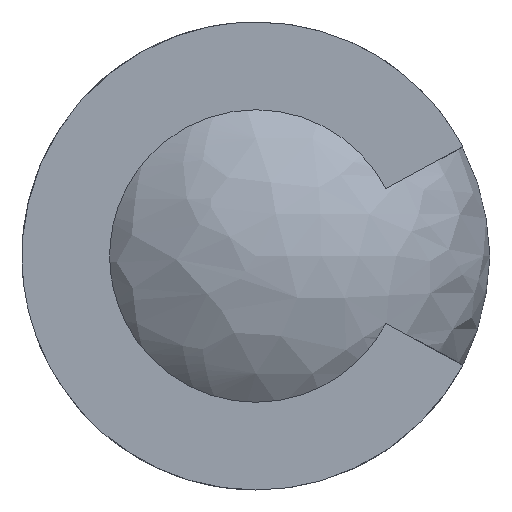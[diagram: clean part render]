
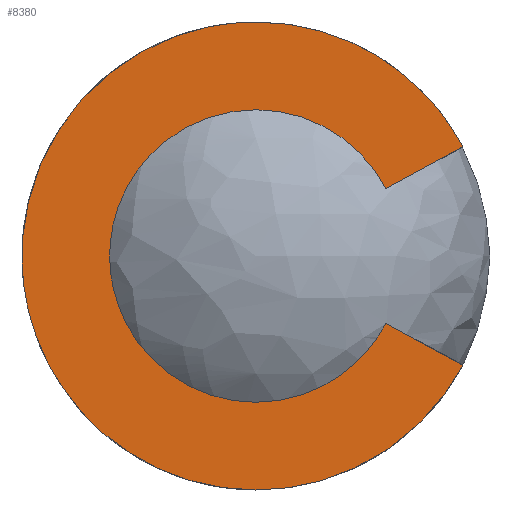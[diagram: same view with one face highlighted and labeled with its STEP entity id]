
A CAD part, left-side view. The second image highlights one B-rep face of the part: STEP entity #8380.
In plain terms, the highlighted free-form (B-spline) face has degree [1, 1] with [2, 2] control points.
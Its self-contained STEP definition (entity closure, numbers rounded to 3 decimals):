
#4550 = CARTESIAN_POINT ('', (0., -11.099, -5.75));
#4560 = VERTEX_POINT ('', #4550);
#4620 = CARTESIAN_POINT ('', (0., -17.691, -9.329));
#4630 = VERTEX_POINT ('', #4620);
#4640 = CARTESIAN_POINT ('', (0., -17.691, -9.329));
#4650 = CARTESIAN_POINT ('', (0., -15.494, -8.136));
#4660 = CARTESIAN_POINT ('', (0., -13.296, -6.943));
#4670 = CARTESIAN_POINT ('', (0., -11.099, -5.75));
#4680 = B_SPLINE_CURVE_WITH_KNOTS ('', 3, (#4640, #4650, #4660, #4670), .UNSPECIFIED., .F., .U., (4, 4), (0., 1.), .UNSPECIFIED.);
#4690 = EDGE_CURVE ('', #4630, #4560, #4680, .T.);
#6640 = CARTESIAN_POINT ('', (0., -17.691, 9.329));
#6650 = VERTEX_POINT ('', #6640);
#6660 = CARTESIAN_POINT ('', (0., -11.099, 5.75));
#6670 = VERTEX_POINT ('', #6660);
#6680 = CARTESIAN_POINT ('', (0., -17.691, 9.329));
#6690 = CARTESIAN_POINT ('', (0., -11.099, 5.75));
#6700 = B_SPLINE_CURVE_WITH_KNOTS ('', 1, (#6680, #6690), .UNSPECIFIED., .F., .U., (2, 2), (0., 1.), .UNSPECIFIED.);
#6710 = EDGE_CURVE ('', #6650, #6670, #6700, .T.);
#7480 = CARTESIAN_POINT ('', (0., 0., 12.5));
#7490 = VERTEX_POINT ('', #7480);
#7500 = CARTESIAN_POINT ('', (0., -11.099, 5.75));
#7510 = CARTESIAN_POINT ('', (0., -9.088, 9.632));
#7520 = CARTESIAN_POINT ('', (0., -5.194, 12.5));
#7530 = CARTESIAN_POINT ('', (0., 0., 12.5));
#7540 = (
   BOUNDED_CURVE ()
   B_SPLINE_CURVE (3, (#7500, #7510, #7520, #7530), .UNSPECIFIED., .F., .U.)
   B_SPLINE_CURVE_WITH_KNOTS ((4, 4), (0., 1.), .UNSPECIFIED.)
   CURVE ()
   GEOMETRIC_REPRESENTATION_ITEM ()
   RATIONAL_B_SPLINE_CURVE ((1., 0.784, 0.66, 0.627))
   REPRESENTATION_ITEM ('')
);
#7550 = EDGE_CURVE ('', #6670, #7490, #7540, .T.);
#7570 = CARTESIAN_POINT ('', (0., 0., -12.5));
#7580 = VERTEX_POINT ('', #7570);
#7590 = CARTESIAN_POINT ('', (0., 0., 12.5));
#7600 = CARTESIAN_POINT ('', (0., 8.013, 12.5));
#7610 = CARTESIAN_POINT ('', (0., 12.5, 6.604));
#7620 = CARTESIAN_POINT ('', (0., 12.5, 0.));
#7630 = CARTESIAN_POINT ('', (0., 12.5, -6.604));
#7640 = CARTESIAN_POINT ('', (0., 8.013, -12.5));
#7650 = CARTESIAN_POINT ('', (0., 0., -12.5));
#7660 = (
   BOUNDED_CURVE ()
   B_SPLINE_CURVE (3, (#7590, #7600, #7610, #7620, #7630, #7640, #7650), .UNSPECIFIED., .F., .U.)
   B_SPLINE_CURVE_WITH_KNOTS ((4, 3, 4), (0., 0.5, 1.), .UNSPECIFIED.)
   CURVE ()
   GEOMETRIC_REPRESENTATION_ITEM ()
   RATIONAL_B_SPLINE_CURVE ((0.627, 0.582, 0.707, 1., 0.707, 0.582, 0.627))
   REPRESENTATION_ITEM ('')
);
#7670 = EDGE_CURVE ('', #7490, #7580, #7660, .T.);
#7690 = CARTESIAN_POINT ('', (0., 0., -12.5));
#7700 = CARTESIAN_POINT ('', (0., -5.194, -12.5));
#7710 = CARTESIAN_POINT ('', (0., -9.088, -9.632));
#7720 = CARTESIAN_POINT ('', (0., -11.099, -5.75));
#7730 = (
   BOUNDED_CURVE ()
   B_SPLINE_CURVE (3, (#7690, #7700, #7710, #7720), .UNSPECIFIED., .F., .U.)
   B_SPLINE_CURVE_WITH_KNOTS ((4, 4), (0., 1.), .UNSPECIFIED.)
   CURVE ()
   GEOMETRIC_REPRESENTATION_ITEM ()
   RATIONAL_B_SPLINE_CURVE ((0.627, 0.66, 0.784, 1.))
   REPRESENTATION_ITEM ('')
);
#7740 = EDGE_CURVE ('', #7580, #4560, #7730, .T.);
#7980 = ORIENTED_EDGE ('', *, *, #7670, .F.);
#7990 = ORIENTED_EDGE ('', *, *, #7550, .F.);
#8000 = ORIENTED_EDGE ('', *, *, #6710, .F.);
#8010 = CARTESIAN_POINT ('', (0., 0., 20.));
#8020 = VERTEX_POINT ('', #8010);
#8030 = CARTESIAN_POINT ('', (0., 0., 20.));
#8040 = CARTESIAN_POINT ('', (0., -8.245, 20.));
#8050 = CARTESIAN_POINT ('', (0., -14.45, 15.476));
#8060 = CARTESIAN_POINT ('', (0., -17.691, 9.329));
#8070 = (
   BOUNDED_CURVE ()
   B_SPLINE_CURVE (3, (#8030, #8040, #8050, #8060), .UNSPECIFIED., .F., .U.)
   B_SPLINE_CURVE_WITH_KNOTS ((4, 4), (0., 1.), .UNSPECIFIED.)
   CURVE ()
   GEOMETRIC_REPRESENTATION_ITEM ()
   RATIONAL_B_SPLINE_CURVE ((0.629, 0.663, 0.786, 1.))
   REPRESENTATION_ITEM ('')
);
#8080 = EDGE_CURVE ('', #8020, #6650, #8070, .T.);
#8090 = ORIENTED_EDGE ('', *, *, #8080, .F.);
#8100 = CARTESIAN_POINT ('', (0., 0., -20.));
#8110 = VERTEX_POINT ('', #8100);
#8120 = CARTESIAN_POINT ('', (0., 0., -20.));
#8130 = CARTESIAN_POINT ('', (0., 12.813, -20.));
#8140 = CARTESIAN_POINT ('', (0., 20., -10.575));
#8150 = CARTESIAN_POINT ('', (0., 20., 0.));
#8160 = CARTESIAN_POINT ('', (0., 20., 10.575));
#8170 = CARTESIAN_POINT ('', (0., 12.813, 20.));
#8180 = CARTESIAN_POINT ('', (0., 0., 20.));
#8190 = (
   BOUNDED_CURVE ()
   B_SPLINE_CURVE (3, (#8120, #8130, #8140, #8150, #8160, #8170, #8180), .UNSPECIFIED., .F., .U.)
   B_SPLINE_CURVE_WITH_KNOTS ((4, 3, 4), (0., 0.5, 1.), .UNSPECIFIED.)
   CURVE ()
   GEOMETRIC_REPRESENTATION_ITEM ()
   RATIONAL_B_SPLINE_CURVE ((0.629, 0.584, 0.707, 1., 0.707, 0.584, 0.629))
   REPRESENTATION_ITEM ('')
);
#8200 = EDGE_CURVE ('', #8110, #8020, #8190, .T.);
#8210 = ORIENTED_EDGE ('', *, *, #8200, .F.);
#8220 = CARTESIAN_POINT ('', (0., -17.691, -9.329));
#8230 = CARTESIAN_POINT ('', (0., -14.45, -15.476));
#8240 = CARTESIAN_POINT ('', (0., -8.245, -20.));
#8250 = CARTESIAN_POINT ('', (0., 0., -20.));
#8260 = (
   BOUNDED_CURVE ()
   B_SPLINE_CURVE (3, (#8220, #8230, #8240, #8250), .UNSPECIFIED., .F., .U.)
   B_SPLINE_CURVE_WITH_KNOTS ((4, 4), (0., 1.), .UNSPECIFIED.)
   CURVE ()
   GEOMETRIC_REPRESENTATION_ITEM ()
   RATIONAL_B_SPLINE_CURVE ((1., 0.786, 0.663, 0.629))
   REPRESENTATION_ITEM ('')
);
#8270 = EDGE_CURVE ('', #4630, #8110, #8260, .T.);
#8280 = ORIENTED_EDGE ('', *, *, #8270, .F.);
#8290 = ORIENTED_EDGE ('', *, *, #4690, .T.);
#8300 = ORIENTED_EDGE ('', *, *, #7740, .F.);
#8310 = EDGE_LOOP ('', (#7980, #7990, #8000, #8090, #8210, #8280, #8290, #8300));
#8320 = FACE_OUTER_BOUND ('', #8310, .T.);
#8330 = CARTESIAN_POINT ('', (0., 20.227, 20.24));
#8340 = CARTESIAN_POINT ('', (0., -17.917, 20.24));
#8350 = CARTESIAN_POINT ('', (0., 20.227, -20.24));
#8360 = CARTESIAN_POINT ('', (0., -17.917, -20.24));
#8370 = B_SPLINE_SURFACE_WITH_KNOTS ('', 1, 1, ((#8330, #8340), (#8350, #8360)), .UNSPECIFIED., .F., .F., .U., (2, 2), (2, 2), (0., 1.), (0., 1.), .UNSPECIFIED.);
#8380 = ADVANCED_FACE ('', (#8320), #8370, .T.);
